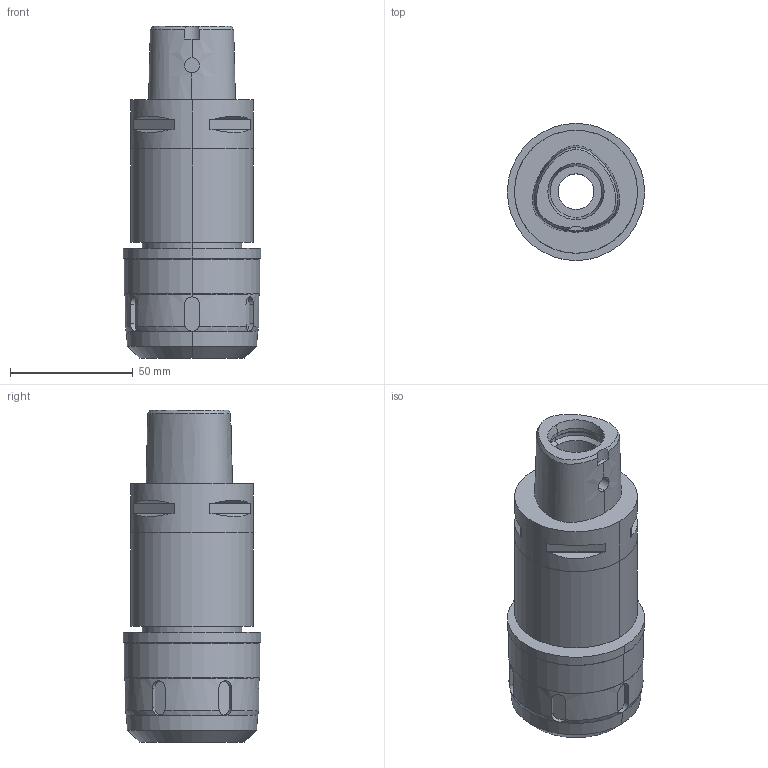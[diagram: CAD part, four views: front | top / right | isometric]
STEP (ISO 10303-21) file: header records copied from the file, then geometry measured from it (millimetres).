
FILE_DESCRIPTION((''),'2;1');
FILE_NAME('C5-HMC25S-105','2019-01-22T',('ykawabe'),(''),'CREO PARAMETRIC BY PTC INC, 2016380','CREO PARAMETRIC BY PTC INC, 2016380','');
FILE_SCHEMA(('AUTOMOTIVE_DESIGN { 1 0 10303 214 1 1 1 1 }'));
Length unit declared in the file: millimetre
Products named in the file (1): C5-HMC25S-105
Bounding box: 55.8 x 55.8 x 135 mm (x, y, z)
Volume: 187325.5 mm3; surface area: 35835.9 mm2
Topology: 1 solids, 1 shells, 111 faces, 287 edges, 186 vertices
Faces by surface type: plane 48, cylinder 41, cone 16, bspline 4, torus 2
Entity records: 5505 total; most frequent: CARTESIAN_POINT 1781, ORIENTED_EDGE 574, DIRECTION 558, PRESENTATION_STYLE_ASSIGNMENT 292, STYLED_ITEM 292, CURVE_STYLE 291, EDGE_CURVE 287, AXIS2_PLACEMENT_3D 218
